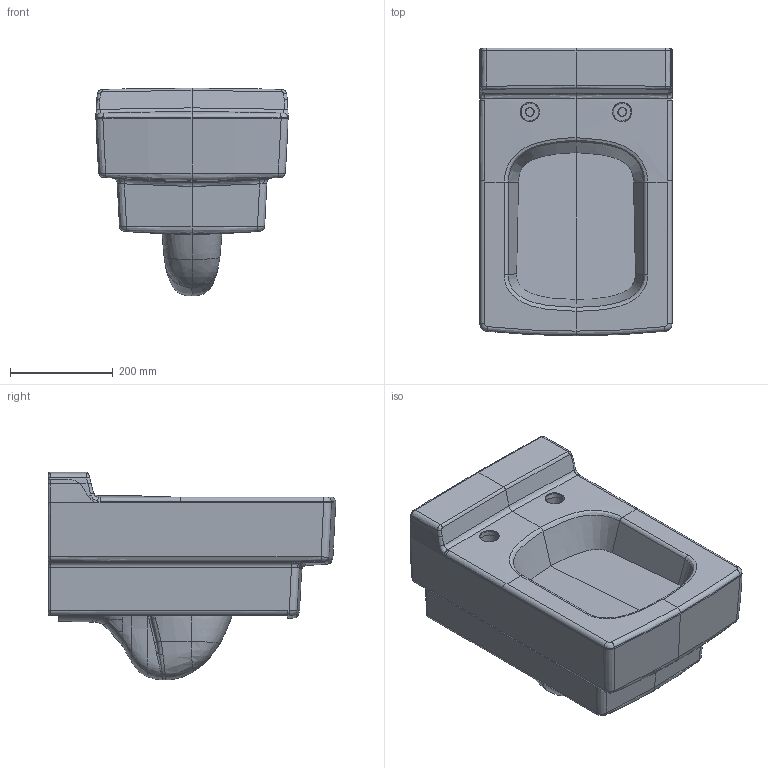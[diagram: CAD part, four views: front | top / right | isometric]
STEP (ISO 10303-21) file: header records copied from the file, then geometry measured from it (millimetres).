
FILE_DESCRIPTION(/* description */ (''),/* implementation_level */ '2;1');
FILE_NAME(/* name */ '562810_Memento_WWC-ECKIG__Designer-Model.stp',/* time_stamp */ '2019-03-07T10:14:36+01:00',/* author */ (''),/* organization */ (''),/* preprocessor_version */ 'ST-DEVELOPER v16',/* originating_system */ 'SIEMENS PLM Software NX 10.0',/* authorisation */ '');
FILE_SCHEMA (('AUTOMOTIVE_DESIGN { 1 0 10303 214 3 1 1 1 }'));
Length unit declared in the file: millimetre
Products named in the file (1): Sier1EA0B88Ezf7b
Bounding box: 374.13 x 560 x 404.97 mm (x, y, z)
Volume: 39381436.8 mm3; surface area: 904284.7 mm2
Topology: 1 solids, 1 shells, 214 faces, 515 edges, 305 vertices
Faces by surface type: bspline 178, plane 26, cylinder 10
Entity records: 22365 total; most frequent: CARTESIAN_POINT 19046, ORIENTED_EDGE 1010, EDGE_CURVE 505, B_SPLINE_CURVE_WITH_KNOTS 381, VERTEX_POINT 305, EDGE_LOOP 226, ADVANCED_FACE 214, FACE_OUTER_BOUND 202
